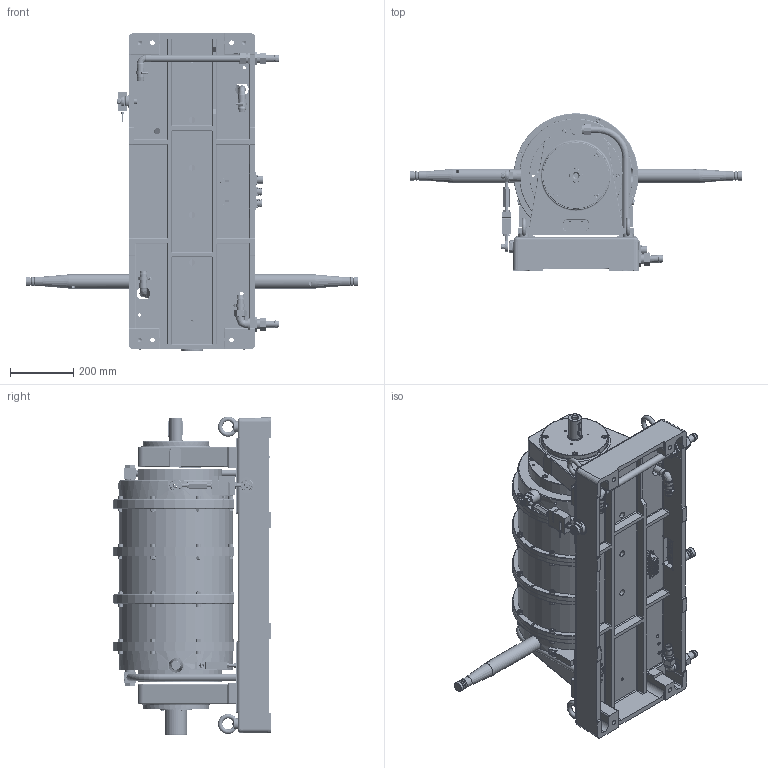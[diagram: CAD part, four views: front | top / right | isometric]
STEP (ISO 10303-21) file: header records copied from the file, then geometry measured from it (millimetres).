
FILE_DESCRIPTION (( 'STEP AP203' ), '1' );
FILE_NAME ('324-401-000-051_EF_4PB15.STEP', '2016-10-26T12:52:34', ( 'magtroladmin' ), ( 'Hewlett-Packard Company' ), 'SwSTEP 2.0', 'SolidWorks 2016', '' );
FILE_SCHEMA (( 'CONFIG_CONTROL_DESIGN' ));
Products named in the file (1): 324-401-000-051_EF_4PB15
Bounding box: 1050 x 497.5 x 1006.9 mm (x, y, z)
Surface area: 3786015.4 mm2 (no closed solid volume)
Topology: 0 solids, 422 shells, 2303 faces, 9922 edges, 7802 vertices
Faces by surface type: plane 1259, cylinder 598, cone 223, torus 143, sphere 43, bspline 37
Full cylindrical faces by diameter (mm): 1.5 x14, 2.5 x2, 3 x1, 3.3 x5, 4 x1, 4.2 x3, 4.5 x7, 5.5 x12, 6.8 x11, 7 x8, 7.5 x6, 8 x21, 8.5 x9, 9.5 x2, 10 x27, 10.2 x8, 11.3 x1, 12 x6, 15 x6, 16 x32, 16.5 x8, 17 x1, 17.5 x1, 18 x7, 18.5 x2, 19 x6, 20 x6, 22 x12, 23 x1, 24 x6
Entity records: 113680 total; most frequent: CARTESIAN_POINT 39504, DIRECTION 13933, ORIENTED_EDGE 12560, EDGE_CURVE 9300, VERTEX_POINT 7658, AXIS2_PLACEMENT_3D 4650, LINE 4633, VECTOR 4633
